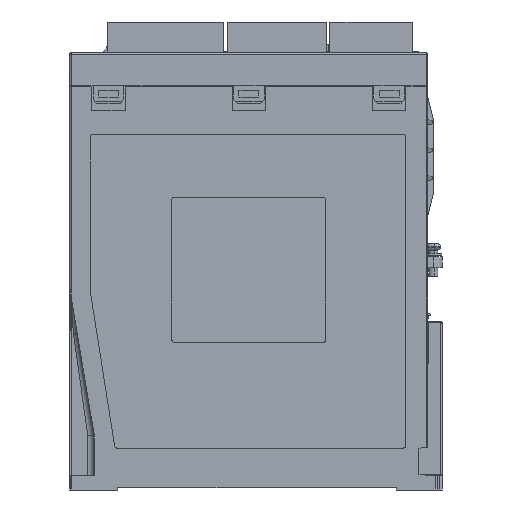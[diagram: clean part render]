
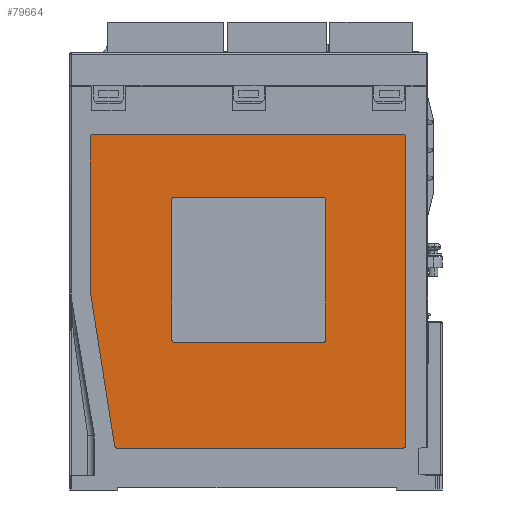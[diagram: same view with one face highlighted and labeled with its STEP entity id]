
A CAD part, left-side view. The second image highlights one B-rep face of the part: STEP entity #79664.
In plain terms, the highlighted planar face has unit normal (-1, 0, 0).
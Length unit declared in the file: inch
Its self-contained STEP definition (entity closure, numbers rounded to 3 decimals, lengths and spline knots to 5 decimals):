
#89 = ORIENTED_EDGE ( 'NONE', *, *, #94371, .F. ) ;
#459 = EDGE_CURVE ( 'NONE', #20543, #135307, #121060, .T. ) ;
#5645 = ORIENTED_EDGE ( 'NONE', *, *, #108565, .F. ) ;
#8525 = CARTESIAN_POINT ( 'NONE',  ( -1.73128, 2.78573, -1.45276 ) ) ;
#12374 = LINE ( 'NONE', #69059, #159870 ) ;
#12503 = CARTESIAN_POINT ( 'NONE',  ( -1.73128, -1.37855, -1.50394 ) ) ;
#14807 = CARTESIAN_POINT ( 'NONE',  ( -1.73128, 2.78573, -1.50197 ) ) ;
#14880 = VECTOR ( 'NONE', #126785, 39.37008 ) ;
#15038 = EDGE_CURVE ( 'NONE', #53187, #71675, #79611, .T. ) ;
#15121 = EDGE_CURVE ( 'NONE', #119091, #75799, #78884, .T. ) ;
#16962 = CIRCLE ( 'NONE', #159288, 0.05118 ) ;
#17166 = AXIS2_PLACEMENT_3D ( 'NONE', #152133, #123385, #167023 ) ;
#17384 = EDGE_CURVE ( 'NONE', #101201, #45628, #100628, .T. ) ;
#18503 = VERTEX_POINT ( 'NONE', #107043 ) ;
#19670 = DIRECTION ( 'NONE',  ( 1., 0., 0. ) ) ;
#20170 = CIRCLE ( 'NONE', #147756, 0.05966 ) ;
#20415 = CIRCLE ( 'NONE', #130101, 0.05966 ) ;
#20543 = VERTEX_POINT ( 'NONE', #84967 ) ;
#22926 = CIRCLE ( 'NONE', #46651, 0.04921 ) ;
#25731 = CARTESIAN_POINT ( 'NONE',  ( -1.73128, 1.3189, -5.11811 ) ) ;
#26068 = DIRECTION ( 'NONE',  ( -1., 0., 0. ) ) ;
#29199 = ORIENTED_EDGE ( 'NONE', *, *, #93752, .F. ) ;
#37571 = EDGE_CURVE ( 'NONE', #75799, #138993, #150156, .T. ) ;
#39846 = AXIS2_PLACEMENT_3D ( 'NONE', #25731, #155738, #42423 ) ;
#40660 = AXIS2_PLACEMENT_3D ( 'NONE', #150572, #95736, #79072 ) ;
#41112 = ORIENTED_EDGE ( 'NONE', *, *, #84707, .F. ) ;
#41979 = AXIS2_PLACEMENT_3D ( 'NONE', #63322, #19670, #75430 ) ;
#42423 = DIRECTION ( 'NONE',  ( 0., 0., 1. ) ) ;
#42761 = DIRECTION ( 'NONE',  ( 0., 0., 1. ) ) ;
#43174 = DIRECTION ( 'NONE',  ( 1., 0., 0. ) ) ;
#43835 = VECTOR ( 'NONE', #51672, 39.37008 ) ;
#45628 = VERTEX_POINT ( 'NONE', #99491 ) ;
#46651 = AXIS2_PLACEMENT_3D ( 'NONE', #14807, #116062, #89118 ) ;
#47404 = EDGE_CURVE ( 'NONE', #45628, #18503, #143691, .T. ) ;
#48543 = VERTEX_POINT ( 'NONE', #124087 ) ;
#50431 = LINE ( 'NONE', #107109, #151857 ) ;
#51672 = DIRECTION ( 'NONE',  ( 0., 0., -1. ) ) ;
#51996 = DIRECTION ( 'NONE',  ( -1., 0., 0. ) ) ;
#52904 = CARTESIAN_POINT ( 'NONE',  ( -1.73128, -2.75394, -1.45276 ) ) ;
#53187 = VERTEX_POINT ( 'NONE', #58560 ) ;
#53470 = DIRECTION ( 'NONE',  ( 0., 0., 1. ) ) ;
#53903 = CIRCLE ( 'NONE', #41979, 0.05118 ) ;
#54326 = LINE ( 'NONE', #12503, #14880 ) ;
#56451 = ORIENTED_EDGE ( 'NONE', *, *, #17384, .F. ) ;
#57940 = CARTESIAN_POINT ( 'NONE',  ( -1.73128, 2.83494, -1.50197 ) ) ;
#58560 = CARTESIAN_POINT ( 'NONE',  ( -1.73128, 2.40157, -7.01575 ) ) ;
#61136 = VERTEX_POINT ( 'NONE', #79575 ) ;
#61242 = CARTESIAN_POINT ( 'NONE',  ( -1.73128, 2.35039, -7.06693 ) ) ;
#63322 = CARTESIAN_POINT ( 'NONE',  ( -1.73128, 2.35039, -7.01575 ) ) ;
#63493 = ORIENTED_EDGE ( 'NONE', *, *, #15038, .F. ) ;
#65633 = CARTESIAN_POINT ( 'NONE',  ( -1.73128, -2.80512, -1.50394 ) ) ;
#65955 = CARTESIAN_POINT ( 'NONE',  ( -1.73128, -1.3189, -2.6378 ) ) ;
#67019 = ORIENTED_EDGE ( 'NONE', *, *, #81278, .F. ) ;
#67202 = CARTESIAN_POINT ( 'NONE',  ( -1.73128, 1.37855, -2.6378 ) ) ;
#69059 = CARTESIAN_POINT ( 'NONE',  ( -1.73128, -2.75394, -2.57814 ) ) ;
#71675 = VERTEX_POINT ( 'NONE', #96502 ) ;
#75430 = DIRECTION ( 'NONE',  ( 0., 0., 1. ) ) ;
#75799 = VERTEX_POINT ( 'NONE', #178423 ) ;
#77747 = DIRECTION ( 'NONE',  ( 0., 1., 0. ) ) ;
#77965 = VERTEX_POINT ( 'NONE', #8525 ) ;
#78884 = CIRCLE ( 'NONE', #170791, 0.05118 ) ;
#79072 = DIRECTION ( 'NONE',  ( 0., 1., 0. ) ) ;
#79575 = CARTESIAN_POINT ( 'NONE',  ( -1.73128, -1.37855, -2.6378 ) ) ;
#79581 = LINE ( 'NONE', #65633, #43835 ) ;
#79611 = LINE ( 'NONE', #108388, #108583 ) ;
#79664 = ADVANCED_FACE ( 'NONE', ( #176655, #93921 ), #149644, .F. ) ;
#80187 = EDGE_CURVE ( 'NONE', #18503, #20543, #175987, .T. ) ;
#81278 = EDGE_CURVE ( 'NONE', #81338, #119091, #79581, .T. ) ;
#81338 = VERTEX_POINT ( 'NONE', #124160 ) ;
#83982 = ORIENTED_EDGE ( 'NONE', *, *, #47404, .F. ) ;
#84171 = VERTEX_POINT ( 'NONE', #90281 ) ;
#84707 = EDGE_CURVE ( 'NONE', #135307, #61136, #54326, .T. ) ;
#84967 = CARTESIAN_POINT ( 'NONE',  ( -1.73128, -1.3189, -5.17777 ) ) ;
#87734 = ORIENTED_EDGE ( 'NONE', *, *, #151800, .F. ) ;
#89118 = DIRECTION ( 'NONE',  ( 0., 0., 1. ) ) ;
#90281 = CARTESIAN_POINT ( 'NONE',  ( -1.73128, -2.75394, -1.45276 ) ) ;
#92600 = CARTESIAN_POINT ( 'NONE',  ( -1.73128, -2.75394, -7.06693 ) ) ;
#93416 = ORIENTED_EDGE ( 'NONE', *, *, #118772, .F. ) ;
#93752 = EDGE_CURVE ( 'NONE', #77965, #84171, #166283, .T. ) ;
#93921 = FACE_BOUND ( 'NONE', #93929, .T. ) ;
#93929 = EDGE_LOOP ( 'NONE', ( #125050, #87734, #5645, #41112, #101774, #123874, #83982, #56451 ) ) ;
#94371 = EDGE_CURVE ( 'NONE', #138993, #53187, #53903, .T. ) ;
#95736 = DIRECTION ( 'NONE',  ( 1., 0., 0. ) ) ;
#96502 = CARTESIAN_POINT ( 'NONE',  ( -1.73128, 2.83494, -4.26024 ) ) ;
#96554 = DIRECTION ( 'NONE',  ( 0., -1., 0. ) ) ;
#99491 = CARTESIAN_POINT ( 'NONE',  ( -1.73128, 1.37855, -5.11811 ) ) ;
#100628 = LINE ( 'NONE', #183355, #150017 ) ;
#101201 = VERTEX_POINT ( 'NONE', #67202 ) ;
#101525 = DIRECTION ( 'NONE',  ( 0., 0., -1. ) ) ;
#101774 = ORIENTED_EDGE ( 'NONE', *, *, #459, .F. ) ;
#105354 = CARTESIAN_POINT ( 'NONE',  ( -1.73128, -2.75394, -5.17777 ) ) ;
#107043 = CARTESIAN_POINT ( 'NONE',  ( -1.73128, 1.3189, -5.17777 ) ) ;
#107109 = CARTESIAN_POINT ( 'NONE',  ( -1.73128, 2.83494, -1.50394 ) ) ;
#107186 = DIRECTION ( 'NONE',  ( 0., -1., 0. ) ) ;
#108388 = CARTESIAN_POINT ( 'NONE',  ( -1.73128, 2.40157, -7.01575 ) ) ;
#108565 = EDGE_CURVE ( 'NONE', #61136, #48543, #20170, .T. ) ;
#108583 = VECTOR ( 'NONE', #123259, 39.37008 ) ;
#110854 = ORIENTED_EDGE ( 'NONE', *, *, #37571, .F. ) ;
#114780 = DIRECTION ( 'NONE',  ( 1., 0., 0. ) ) ;
#116062 = DIRECTION ( 'NONE',  ( 1., 0., 0. ) ) ;
#117447 = ORIENTED_EDGE ( 'NONE', *, *, #176183, .F. ) ;
#118772 = EDGE_CURVE ( 'NONE', #84171, #81338, #16962, .T. ) ;
#119091 = VERTEX_POINT ( 'NONE', #131993 ) ;
#121060 = CIRCLE ( 'NONE', #17166, 0.05966 ) ;
#122091 = ORIENTED_EDGE ( 'NONE', *, *, #15121, .F. ) ;
#123259 = DIRECTION ( 'NONE',  ( 0., 0.155, 0.988 ) ) ;
#123385 = DIRECTION ( 'NONE',  ( -1., 0., 0. ) ) ;
#123716 = EDGE_CURVE ( 'NONE', #159099, #101201, #20415, .T. ) ;
#123874 = ORIENTED_EDGE ( 'NONE', *, *, #80187, .F. ) ;
#124087 = CARTESIAN_POINT ( 'NONE',  ( -1.73128, -1.3189, -2.57814 ) ) ;
#124119 = CARTESIAN_POINT ( 'NONE',  ( -1.73128, -2.75394, -1.50394 ) ) ;
#124160 = CARTESIAN_POINT ( 'NONE',  ( -1.73128, -2.80512, -1.50394 ) ) ;
#125050 = ORIENTED_EDGE ( 'NONE', *, *, #123716, .F. ) ;
#126785 = DIRECTION ( 'NONE',  ( 0., 0., 1. ) ) ;
#128717 = CARTESIAN_POINT ( 'NONE',  ( -1.73128, -2.75394, -7.01575 ) ) ;
#129645 = DIRECTION ( 'NONE',  ( 0., 0., 1. ) ) ;
#130101 = AXIS2_PLACEMENT_3D ( 'NONE', #183092, #26068, #42761 ) ;
#131993 = CARTESIAN_POINT ( 'NONE',  ( -1.73128, -2.80512, -7.01575 ) ) ;
#135307 = VERTEX_POINT ( 'NONE', #177756 ) ;
#138993 = VERTEX_POINT ( 'NONE', #61242 ) ;
#139372 = ORIENTED_EDGE ( 'NONE', *, *, #159041, .F. ) ;
#142303 = CARTESIAN_POINT ( 'NONE',  ( -1.73128, 1.3189, -2.57814 ) ) ;
#143691 = CIRCLE ( 'NONE', #39846, 0.05966 ) ;
#144846 = VERTEX_POINT ( 'NONE', #57940 ) ;
#147756 = AXIS2_PLACEMENT_3D ( 'NONE', #65955, #51996, #178417 ) ;
#148607 = VECTOR ( 'NONE', #96554, 39.37008 ) ;
#149644 = PLANE ( 'NONE',  #40660 ) ;
#150017 = VECTOR ( 'NONE', #101525, 39.37008 ) ;
#150156 = LINE ( 'NONE', #92600, #183680 ) ;
#150572 = CARTESIAN_POINT ( 'NONE',  ( -1.73128, -2.75394, -1.50394 ) ) ;
#151800 = EDGE_CURVE ( 'NONE', #48543, #159099, #12374, .T. ) ;
#151857 = VECTOR ( 'NONE', #163802, 39.37008 ) ;
#152133 = CARTESIAN_POINT ( 'NONE',  ( -1.73128, -1.3189, -5.11811 ) ) ;
#153363 = VECTOR ( 'NONE', #107186, 39.37008 ) ;
#155738 = DIRECTION ( 'NONE',  ( -1., 0., 0. ) ) ;
#159041 = EDGE_CURVE ( 'NONE', #71675, #144846, #50431, .T. ) ;
#159099 = VERTEX_POINT ( 'NONE', #142303 ) ;
#159288 = AXIS2_PLACEMENT_3D ( 'NONE', #124119, #43174, #53470 ) ;
#159870 = VECTOR ( 'NONE', #168499, 39.37008 ) ;
#163802 = DIRECTION ( 'NONE',  ( 0., 0., 1. ) ) ;
#166283 = LINE ( 'NONE', #52904, #148607 ) ;
#167023 = DIRECTION ( 'NONE',  ( 0., 0., 1. ) ) ;
#168499 = DIRECTION ( 'NONE',  ( 0., 1., 0. ) ) ;
#170791 = AXIS2_PLACEMENT_3D ( 'NONE', #128717, #114780, #129645 ) ;
#175129 = EDGE_LOOP ( 'NONE', ( #139372, #63493, #89, #110854, #122091, #67019, #93416, #29199, #117447 ) ) ;
#175987 = LINE ( 'NONE', #105354, #153363 ) ;
#176183 = EDGE_CURVE ( 'NONE', #144846, #77965, #22926, .T. ) ;
#176655 = FACE_OUTER_BOUND ( 'NONE', #175129, .T. ) ;
#177756 = CARTESIAN_POINT ( 'NONE',  ( -1.73128, -1.37855, -5.11811 ) ) ;
#178417 = DIRECTION ( 'NONE',  ( 0., 0., 1. ) ) ;
#178423 = CARTESIAN_POINT ( 'NONE',  ( -1.73128, -2.75394, -7.06693 ) ) ;
#183092 = CARTESIAN_POINT ( 'NONE',  ( -1.73128, 1.3189, -2.6378 ) ) ;
#183355 = CARTESIAN_POINT ( 'NONE',  ( -1.73128, 1.37855, -1.50394 ) ) ;
#183680 = VECTOR ( 'NONE', #77747, 39.37008 ) ;
